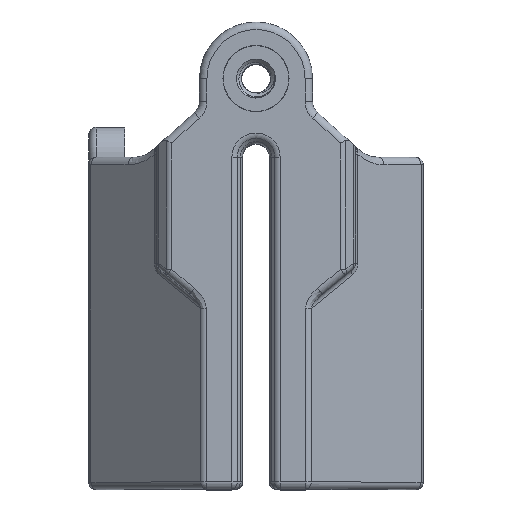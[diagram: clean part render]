
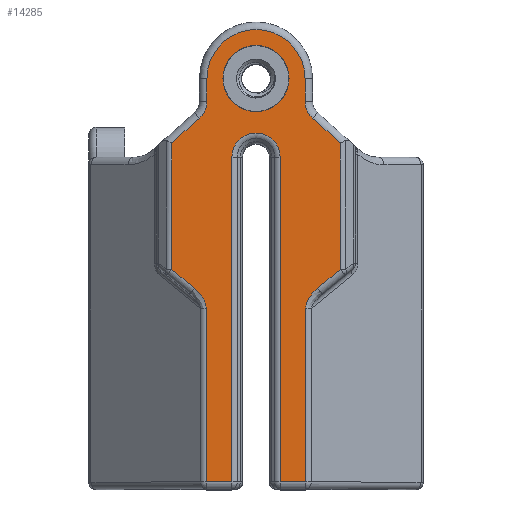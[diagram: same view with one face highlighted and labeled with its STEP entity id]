
A CAD part, top view. The second image highlights one B-rep face of the part: STEP entity #14285.
In plain terms, the highlighted planar face has unit normal (0, 0, 1).
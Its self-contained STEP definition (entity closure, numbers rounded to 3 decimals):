
#162=FACE_BOUND('',#2690,.T.);
#200=PLANE('',#15776);
#842=ELLIPSE('',#15549,1.636,1.);
#848=ELLIPSE('',#15585,1.636,1.);
#1853=FACE_OUTER_BOUND('',#2689,.T.);
#2689=EDGE_LOOP('',(#12787,#12788,#12789,#12790,#12791,#12792,#12793,#12794,
#12795,#12796,#12797,#12798,#12799,#12800,#12801,#12802,#12803,#12804,#12805,
#12806));
#2690=EDGE_LOOP('',(#12807));
#3400=CIRCLE('',#15686,1.607);
#3423=CIRCLE('',#15777,1.5);
#3424=CIRCLE('',#15778,3.26);
#3425=CIRCLE('',#15779,1.5);
#3426=CIRCLE('',#15780,2.2);
#4236=LINE('',#32393,#5006);
#4247=LINE('',#32614,#5017);
#4278=LINE('',#32830,#5048);
#4280=LINE('',#32839,#5050);
#4281=LINE('',#32841,#5051);
#4288=LINE('',#32851,#5058);
#4291=LINE('',#32893,#5061);
#4299=LINE('',#32911,#5069);
#4308=LINE('',#32933,#5078);
#4336=LINE('',#33003,#5106);
#4366=LINE('',#33317,#5136);
#4368=LINE('',#33323,#5138);
#4369=LINE('',#33327,#5139);
#4370=LINE('',#33331,#5140);
#5006=VECTOR('',#18809,10.);
#5017=VECTOR('',#18942,10.);
#5048=VECTOR('',#19113,10.);
#5050=VECTOR('',#19125,10.);
#5051=VECTOR('',#19128,10.);
#5058=VECTOR('',#19141,10.);
#5061=VECTOR('',#19148,10.);
#5069=VECTOR('',#19172,10.);
#5078=VECTOR('',#19199,10.);
#5106=VECTOR('',#19271,10.);
#5136=VECTOR('',#19385,10.);
#5138=VECTOR('',#19391,10.);
#5139=VECTOR('',#19394,10.);
#5140=VECTOR('',#19397,10.);
#6404=VERTEX_POINT('',#32265);
#6427=VERTEX_POINT('',#32386);
#6428=VERTEX_POINT('',#32388);
#6435=VERTEX_POINT('',#32426);
#6446=VERTEX_POINT('',#32483);
#6454=VERTEX_POINT('',#32527);
#6455=VERTEX_POINT('',#32529);
#6471=VERTEX_POINT('',#32610);
#6473=VERTEX_POINT('',#32618);
#6489=VERTEX_POINT('',#32673);
#6513=VERTEX_POINT('',#32826);
#6515=VERTEX_POINT('',#32832);
#6522=VERTEX_POINT('',#32929);
#6535=VERTEX_POINT('',#33001);
#6556=VERTEX_POINT('',#33316);
#6558=VERTEX_POINT('',#33322);
#6559=VERTEX_POINT('',#33324);
#6560=VERTEX_POINT('',#33326);
#6561=VERTEX_POINT('',#33328);
#6562=VERTEX_POINT('',#33330);
#6563=VERTEX_POINT('',#33333);
#8422=EDGE_CURVE('',#6427,#6428,#842,.T.);
#8425=EDGE_CURVE('',#6404,#6427,#4236,.T.);
#8457=EDGE_CURVE('',#6454,#6455,#848,.T.);
#8483=EDGE_CURVE('',#6446,#6471,#4247,.T.);
#8562=EDGE_CURVE('',#6471,#6513,#4278,.T.);
#8565=EDGE_CURVE('',#6513,#6515,#3400,.T.);
#8567=EDGE_CURVE('',#6515,#6489,#4280,.T.);
#8568=EDGE_CURVE('',#6489,#6473,#4281,.T.);
#8575=EDGE_CURVE('',#6473,#6454,#4288,.T.);
#8581=EDGE_CURVE('',#6455,#6435,#4291,.T.);
#8592=EDGE_CURVE('',#6428,#6446,#4299,.T.);
#8605=EDGE_CURVE('',#6435,#6522,#4308,.T.);
#8640=EDGE_CURVE('',#6535,#6404,#4336,.T.);
#8703=EDGE_CURVE('',#6522,#6556,#4366,.T.);
#8706=EDGE_CURVE('',#6558,#6535,#4368,.T.);
#8707=EDGE_CURVE('',#6559,#6558,#3423,.T.);
#8708=EDGE_CURVE('',#6560,#6559,#4369,.T.);
#8709=EDGE_CURVE('',#6561,#6560,#3424,.T.);
#8710=EDGE_CURVE('',#6562,#6561,#4370,.T.);
#8711=EDGE_CURVE('',#6556,#6562,#3425,.T.);
#8712=EDGE_CURVE('',#6563,#6563,#3426,.T.);
#12787=ORIENTED_EDGE('',*,*,#8605,.F.);
#12788=ORIENTED_EDGE('',*,*,#8581,.F.);
#12789=ORIENTED_EDGE('',*,*,#8457,.F.);
#12790=ORIENTED_EDGE('',*,*,#8575,.F.);
#12791=ORIENTED_EDGE('',*,*,#8568,.F.);
#12792=ORIENTED_EDGE('',*,*,#8567,.F.);
#12793=ORIENTED_EDGE('',*,*,#8565,.F.);
#12794=ORIENTED_EDGE('',*,*,#8562,.F.);
#12795=ORIENTED_EDGE('',*,*,#8483,.F.);
#12796=ORIENTED_EDGE('',*,*,#8592,.F.);
#12797=ORIENTED_EDGE('',*,*,#8422,.F.);
#12798=ORIENTED_EDGE('',*,*,#8425,.F.);
#12799=ORIENTED_EDGE('',*,*,#8640,.F.);
#12800=ORIENTED_EDGE('',*,*,#8706,.F.);
#12801=ORIENTED_EDGE('',*,*,#8707,.F.);
#12802=ORIENTED_EDGE('',*,*,#8708,.F.);
#12803=ORIENTED_EDGE('',*,*,#8709,.F.);
#12804=ORIENTED_EDGE('',*,*,#8710,.F.);
#12805=ORIENTED_EDGE('',*,*,#8711,.F.);
#12806=ORIENTED_EDGE('',*,*,#8703,.F.);
#12807=ORIENTED_EDGE('',*,*,#8712,.T.);
#14285=ADVANCED_FACE('',(#1853,#162),#200,.T.);
#15549=AXIS2_PLACEMENT_3D('',#32389,#18802,#18803);
#15585=AXIS2_PLACEMENT_3D('',#32530,#18882,#18883);
#15686=AXIS2_PLACEMENT_3D('',#32836,#19120,#19121);
#15776=AXIS2_PLACEMENT_3D('',#33321,#19389,#19390);
#15777=AXIS2_PLACEMENT_3D('',#33325,#19392,#19393);
#15778=AXIS2_PLACEMENT_3D('',#33329,#19395,#19396);
#15779=AXIS2_PLACEMENT_3D('',#33332,#19398,#19399);
#15780=AXIS2_PLACEMENT_3D('',#33334,#19400,#19401);
#18802=DIRECTION('center_axis',(0.,0.,1.));
#18803=DIRECTION('ref_axis',(-0.773,-0.635,0.));
#18809=DIRECTION('',(-0.773,-0.635,0.));
#18882=DIRECTION('center_axis',(0.,0.,1.));
#18883=DIRECTION('ref_axis',(0.773,-0.635,0.));
#18942=DIRECTION('',(-1.,0.,0.));
#19113=DIRECTION('',(0.,1.,0.));
#19120=DIRECTION('center_axis',(0.,0.,1.));
#19121=DIRECTION('ref_axis',(0.,1.,0.));
#19125=DIRECTION('',(0.,-1.,0.));
#19128=DIRECTION('',(-1.,0.,0.));
#19141=DIRECTION('',(0.,1.,0.));
#19148=DIRECTION('',(-0.773,0.635,0.));
#19172=DIRECTION('',(0.,-1.,0.));
#19199=DIRECTION('',(0.,1.,0.));
#19271=DIRECTION('',(0.,-1.,0.));
#19385=DIRECTION('',(0.746,0.665,0.));
#19389=DIRECTION('center_axis',(0.,0.,1.));
#19390=DIRECTION('ref_axis',(1.,0.,0.));
#19391=DIRECTION('',(0.746,-0.665,0.));
#19392=DIRECTION('center_axis',(0.,0.,1.));
#19393=DIRECTION('ref_axis',(-0.913,-0.409,0.));
#19394=DIRECTION('',(0.,-1.,0.));
#19395=DIRECTION('center_axis',(0.,0.,-1.));
#19396=DIRECTION('ref_axis',(0.,1.,0.));
#19397=DIRECTION('',(0.,1.,0.));
#19398=DIRECTION('center_axis',(0.,0.,1.));
#19399=DIRECTION('ref_axis',(0.913,-0.409,0.));
#19400=DIRECTION('center_axis',(0.,0.,-1.));
#19401=DIRECTION('ref_axis',(-1.,0.,0.));
#32265=CARTESIAN_POINT('',(5.613,14.63,11.12));
#32386=CARTESIAN_POINT('',(4.089,13.377,11.12));
#32388=CARTESIAN_POINT('',(3.31,12.024,11.12));
#32389=CARTESIAN_POINT('Origin',(4.724,12.605,11.12));
#32393=CARTESIAN_POINT('',(-0.355,9.725,11.12));
#32426=CARTESIAN_POINT('',(-5.613,14.63,11.12));
#32483=CARTESIAN_POINT('',(3.31,0.5,11.12));
#32527=CARTESIAN_POINT('',(-3.31,12.024,11.12));
#32529=CARTESIAN_POINT('',(-4.089,13.377,11.12));
#32530=CARTESIAN_POINT('Origin',(-4.724,12.605,11.12));
#32610=CARTESIAN_POINT('',(1.607,0.5,11.12));
#32614=CARTESIAN_POINT('',(-1.759,0.5,11.12));
#32618=CARTESIAN_POINT('',(-3.31,0.5,11.12));
#32673=CARTESIAN_POINT('',(-1.607,0.5,11.12));
#32826=CARTESIAN_POINT('',(1.607,22.09,11.12));
#32830=CARTESIAN_POINT('',(1.607,5.523,11.12));
#32832=CARTESIAN_POINT('',(-1.607,22.09,11.12));
#32836=CARTESIAN_POINT('Origin',(0.,22.09,11.12));
#32839=CARTESIAN_POINT('',(-1.607,0.,11.12));
#32841=CARTESIAN_POINT('',(-1.759,0.5,11.12));
#32851=CARTESIAN_POINT('',(-3.31,0.,11.12));
#32893=CARTESIAN_POINT('',(-0.193,10.175,11.12));
#32911=CARTESIAN_POINT('',(3.31,0.,11.12));
#32929=CARTESIAN_POINT('',(-5.613,23.038,11.12));
#32933=CARTESIAN_POINT('',(-5.613,5.523,11.12));
#33001=CARTESIAN_POINT('',(5.613,23.038,11.12));
#33003=CARTESIAN_POINT('',(5.613,5.703,11.12));
#33316=CARTESIAN_POINT('',(-3.762,24.689,11.12));
#33317=CARTESIAN_POINT('',(-11.088,18.156,11.12));
#33321=CARTESIAN_POINT('Origin',(-3.517,0.,11.12));
#33322=CARTESIAN_POINT('',(3.762,24.689,11.12));
#33323=CARTESIAN_POINT('',(7.699,21.178,11.12));
#33324=CARTESIAN_POINT('',(3.26,25.808,11.12));
#33325=CARTESIAN_POINT('Origin',(4.76,25.808,11.12));
#33326=CARTESIAN_POINT('',(3.26,27.32,11.12));
#33327=CARTESIAN_POINT('',(3.26,13.66,11.12));
#33328=CARTESIAN_POINT('',(-3.26,27.32,11.12));
#33329=CARTESIAN_POINT('Origin',(0.,27.32,11.12));
#33330=CARTESIAN_POINT('',(-3.26,25.808,11.12));
#33331=CARTESIAN_POINT('',(-3.26,12.68,11.12));
#33332=CARTESIAN_POINT('Origin',(-4.76,25.808,11.12));
#33333=CARTESIAN_POINT('',(2.2,27.32,11.12));
#33334=CARTESIAN_POINT('Origin',(0.,27.32,11.12));
